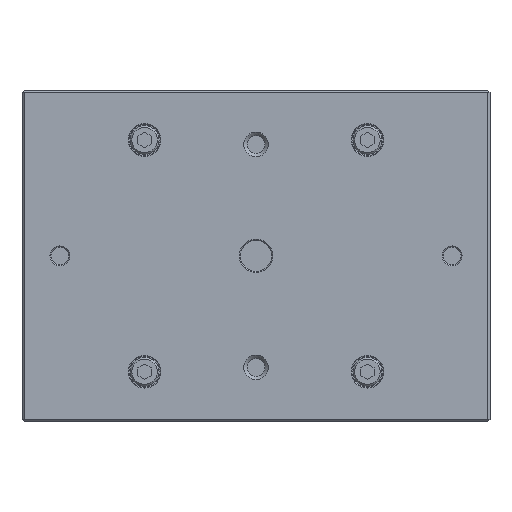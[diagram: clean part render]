
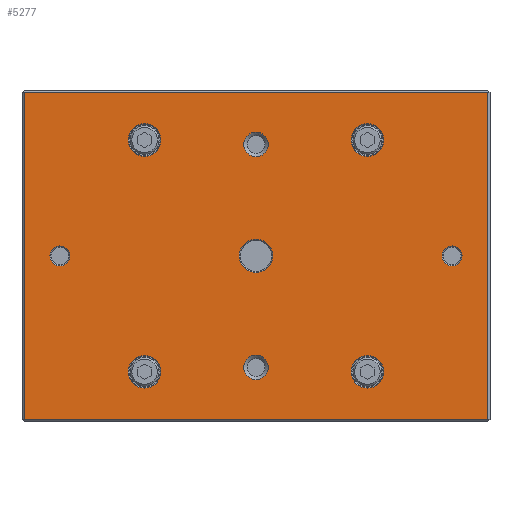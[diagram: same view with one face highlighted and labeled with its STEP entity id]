
A CAD part, top view. The second image highlights one B-rep face of the part: STEP entity #5277.
In plain terms, the highlighted planar face has unit normal (0, 0, 1).
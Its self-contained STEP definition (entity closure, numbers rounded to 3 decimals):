
#4800=FACE_BOUND('',#7688,.T.);
#4801=FACE_BOUND('',#7689,.T.);
#4802=FACE_BOUND('',#7690,.T.);
#4803=FACE_BOUND('',#7691,.T.);
#4804=FACE_BOUND('',#7692,.T.);
#4805=FACE_BOUND('',#7693,.T.);
#4806=FACE_BOUND('',#7694,.T.);
#4807=FACE_BOUND('',#7695,.T.);
#4808=FACE_BOUND('',#7696,.T.);
#4809=FACE_BOUND('',#7697,.T.);
#5046=CIRCLE('',#20103,7.5);
#5047=CIRCLE('',#20104,4.5);
#5048=CIRCLE('',#20105,4.5);
#5049=CIRCLE('',#20106,5.5);
#5050=CIRCLE('',#20107,5.5);
#5051=CIRCLE('',#20108,7.325);
#5052=CIRCLE('',#20109,7.325);
#5053=CIRCLE('',#20110,7.325);
#5054=CIRCLE('',#20111,7.325);
#5277=ADVANCED_FACE('',(#4800,#4801,#4802,#4803,#4804,#4805,#4806,#4807,
#4808,#4809),#6141,.F.);
#6141=PLANE('',#20112);
#7688=EDGE_LOOP('',(#9626));
#7689=EDGE_LOOP('',(#9627));
#7690=EDGE_LOOP('',(#9628));
#7691=EDGE_LOOP('',(#9629));
#7692=EDGE_LOOP('',(#9630));
#7693=EDGE_LOOP('',(#9631));
#7694=EDGE_LOOP('',(#9632));
#7695=EDGE_LOOP('',(#9633));
#7696=EDGE_LOOP('',(#9634));
#7697=EDGE_LOOP('',(#9635,#9636,#9637,#9638));
#9626=ORIENTED_EDGE('',*,*,#15129,.T.);
#9627=ORIENTED_EDGE('',*,*,#15130,.F.);
#9628=ORIENTED_EDGE('',*,*,#15131,.T.);
#9629=ORIENTED_EDGE('',*,*,#15132,.T.);
#9630=ORIENTED_EDGE('',*,*,#15133,.T.);
#9631=ORIENTED_EDGE('',*,*,#15134,.T.);
#9632=ORIENTED_EDGE('',*,*,#15135,.T.);
#9633=ORIENTED_EDGE('',*,*,#15136,.T.);
#9634=ORIENTED_EDGE('',*,*,#15137,.T.);
#9635=ORIENTED_EDGE('',*,*,#15138,.T.);
#9636=ORIENTED_EDGE('',*,*,#15139,.T.);
#9637=ORIENTED_EDGE('',*,*,#15140,.T.);
#9638=ORIENTED_EDGE('',*,*,#15141,.T.);
#13552=VERTEX_POINT('',#26232);
#13553=VERTEX_POINT('',#26234);
#13554=VERTEX_POINT('',#26236);
#13555=VERTEX_POINT('',#26238);
#13556=VERTEX_POINT('',#26240);
#13557=VERTEX_POINT('',#26242);
#13558=VERTEX_POINT('',#26244);
#13559=VERTEX_POINT('',#26246);
#13560=VERTEX_POINT('',#26248);
#13561=VERTEX_POINT('',#26250);
#13562=VERTEX_POINT('',#26251);
#13563=VERTEX_POINT('',#26253);
#13564=VERTEX_POINT('',#26255);
#15129=EDGE_CURVE('',#13552,#13552,#5046,.T.);
#15130=EDGE_CURVE('',#13553,#13553,#5047,.T.);
#15131=EDGE_CURVE('',#13554,#13554,#5048,.T.);
#15132=EDGE_CURVE('',#13555,#13555,#5049,.T.);
#15133=EDGE_CURVE('',#13556,#13556,#5050,.T.);
#15134=EDGE_CURVE('',#13557,#13557,#5051,.T.);
#15135=EDGE_CURVE('',#13558,#13558,#5052,.T.);
#15136=EDGE_CURVE('',#13559,#13559,#5053,.T.);
#15137=EDGE_CURVE('',#13560,#13560,#5054,.T.);
#15138=EDGE_CURVE('',#13561,#13562,#17090,.T.);
#15139=EDGE_CURVE('',#13562,#13563,#17091,.T.);
#15140=EDGE_CURVE('',#13563,#13564,#17092,.T.);
#15141=EDGE_CURVE('',#13564,#13561,#17093,.T.);
#17090=LINE('',#26249,#18770);
#17091=LINE('',#26252,#18771);
#17092=LINE('',#26254,#18772);
#17093=LINE('',#26256,#18773);
#18770=VECTOR('',#21770,1.);
#18771=VECTOR('',#21771,1.);
#18772=VECTOR('',#21772,1.);
#18773=VECTOR('',#21773,1.);
#20103=AXIS2_PLACEMENT_3D('',#26231,#21752,#21753);
#20104=AXIS2_PLACEMENT_3D('',#26233,#21754,#21755);
#20105=AXIS2_PLACEMENT_3D('',#26235,#21756,#21757);
#20106=AXIS2_PLACEMENT_3D('',#26237,#21758,#21759);
#20107=AXIS2_PLACEMENT_3D('',#26239,#21760,#21761);
#20108=AXIS2_PLACEMENT_3D('',#26241,#21762,#21763);
#20109=AXIS2_PLACEMENT_3D('',#26243,#21764,#21765);
#20110=AXIS2_PLACEMENT_3D('',#26245,#21766,#21767);
#20111=AXIS2_PLACEMENT_3D('',#26247,#21768,#21769);
#20112=AXIS2_PLACEMENT_3D('',#26257,#21774,#21775);
#21752=DIRECTION('',(0.,0.,-1.));
#21753=DIRECTION('',(-1.,0.,0.));
#21754=DIRECTION('',(0.,0.,1.));
#21755=DIRECTION('',(1.,0.,0.));
#21756=DIRECTION('',(0.,0.,-1.));
#21757=DIRECTION('',(-1.,0.,0.));
#21758=DIRECTION('',(0.,0.,-1.));
#21759=DIRECTION('',(-1.,0.,0.));
#21760=DIRECTION('',(0.,0.,-1.));
#21761=DIRECTION('',(-1.,0.,0.));
#21762=DIRECTION('',(0.,0.,-1.));
#21763=DIRECTION('',(-1.,0.,0.));
#21764=DIRECTION('',(0.,0.,-1.));
#21765=DIRECTION('',(-1.,0.,0.));
#21766=DIRECTION('',(0.,0.,-1.));
#21767=DIRECTION('',(-1.,0.,0.));
#21768=DIRECTION('',(0.,0.,-1.));
#21769=DIRECTION('',(-1.,0.,0.));
#21770=DIRECTION('',(1.,0.,0.));
#21771=DIRECTION('',(0.,1.,0.));
#21772=DIRECTION('',(-1.,0.,0.));
#21773=DIRECTION('',(0.,-1.,0.));
#21774=DIRECTION('',(0.,0.,-1.));
#21775=DIRECTION('',(-1.,0.,0.));
#26231=CARTESIAN_POINT('',(185.,74.2,60.));
#26232=CARTESIAN_POINT('',(177.5,74.2,60.));
#26233=CARTESIAN_POINT('',(273.,74.2,60.));
#26234=CARTESIAN_POINT('',(277.5,74.2,60.));
#26235=CARTESIAN_POINT('',(97.,74.2,60.));
#26236=CARTESIAN_POINT('',(92.5,74.2,60.));
#26237=CARTESIAN_POINT('',(185.,24.2,60.));
#26238=CARTESIAN_POINT('',(179.5,24.2,60.));
#26239=CARTESIAN_POINT('',(185.,124.2,60.));
#26240=CARTESIAN_POINT('',(179.5,124.2,60.));
#26241=CARTESIAN_POINT('',(235.,22.2,60.));
#26242=CARTESIAN_POINT('',(227.675,22.2,60.));
#26243=CARTESIAN_POINT('',(235.,126.2,60.));
#26244=CARTESIAN_POINT('',(227.675,126.2,60.));
#26245=CARTESIAN_POINT('',(135.,22.2,60.));
#26246=CARTESIAN_POINT('',(127.675,22.2,60.));
#26247=CARTESIAN_POINT('',(135.,126.2,60.));
#26248=CARTESIAN_POINT('',(127.675,126.2,60.));
#26249=CARTESIAN_POINT('',(290.,0.7,60.));
#26250=CARTESIAN_POINT('',(81.,0.7,60.));
#26251=CARTESIAN_POINT('',(289.,0.7,60.));
#26252=CARTESIAN_POINT('',(289.,148.4,60.));
#26253=CARTESIAN_POINT('',(289.,147.7,60.));
#26254=CARTESIAN_POINT('',(290.,147.7,60.));
#26255=CARTESIAN_POINT('',(81.,147.7,60.));
#26256=CARTESIAN_POINT('',(81.,0.7,60.));
#26257=CARTESIAN_POINT('',(290.,148.4,60.));
